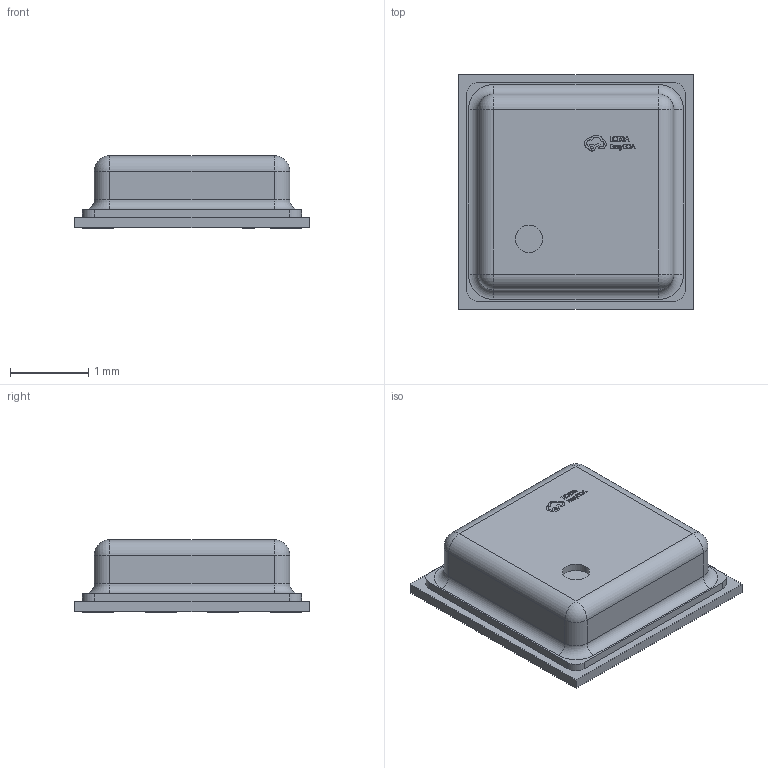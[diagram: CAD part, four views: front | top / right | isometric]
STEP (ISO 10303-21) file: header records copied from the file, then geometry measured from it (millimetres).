
FILE_DESCRIPTION (( 'STEP AP214' ), '1' );
FILE_NAME ('錨璃6.STEP', '2024-10-08T03:08:47', ( '' ), ( '' ), 'SwSTEP 2.0', 'SolidWorks 2021', '' );
FILE_SCHEMA (( 'AUTOMOTIVE_DESIGN' ));
Length unit declared in the file: millimetre
Products named in the file (1): 錨璃6
Bounding box: 3 x 3 x 0.93 mm (x, y, z)
Volume: 6.2 mm3; surface area: 26.2 mm2
Topology: 1 solids, 1 shells, 310 faces, 815 edges, 534 vertices
Faces by surface type: plane 184, bspline 98, cylinder 20, sphere 4, torus 4
Entity records: 13395 total; most frequent: CARTESIAN_POINT 2962, ORIENTED_EDGE 1622, DIRECTION 1081, EDGE_CURVE 811, LINE 567, VECTOR 567, VERTEX_POINT 534, EDGE_LOOP 341
